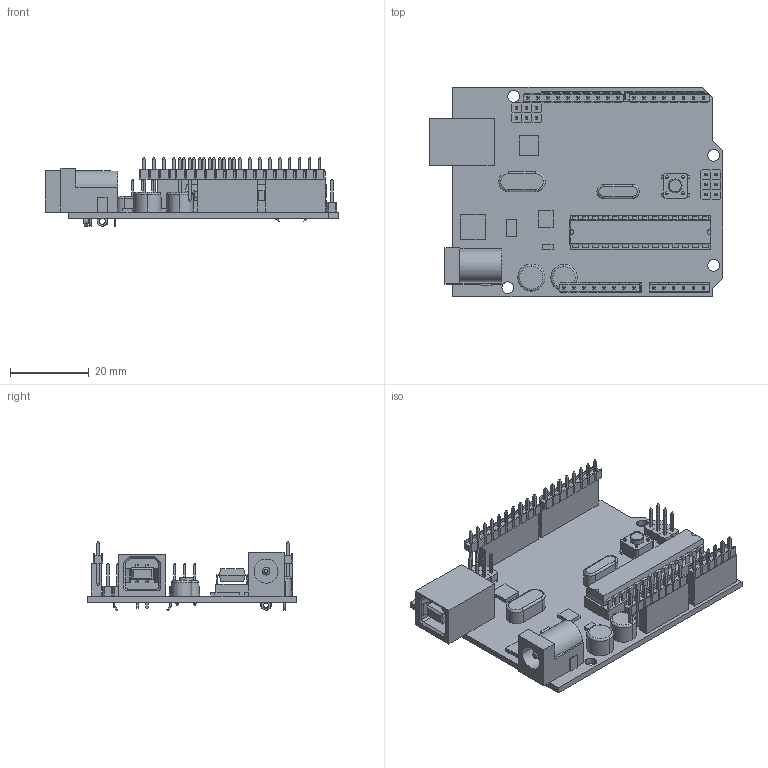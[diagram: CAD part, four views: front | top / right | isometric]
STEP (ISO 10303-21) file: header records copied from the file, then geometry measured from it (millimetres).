
FILE_DESCRIPTION(('FreeCAD Model'),'2;1');
FILE_NAME('Arduino_UNO_Invertido.step', '2017-08-12T14:13:02',('kicad StepUp'),('ksu MCAD'), 'Open CASCADE STEP processor 6.8','FreeCAD','Unknown');
FILE_SCHEMA(('AUTOMOTIVE_DESIGN_CC2 { 1 2 10303 214 -1 1 5 4 }'));
Length unit declared in the file: millimetre
Products named in the file (2): ASSEMBLY; Arduino_UNO_Invertido
Assembly tree (1 placements, depth 2):
  ASSEMBLY
    Arduino_UNO_Invertido
Bounding box: 74.65 x 53.3 x 17.66 mm (x, y, z)
Volume: 13094.8 mm3; surface area: 15082.8 mm2
Topology: 1 solids, 1 shells, 1893 faces, 5129 edges, 3281 vertices
Faces by surface type: plane 1758, cylinder 105, torus 10, cone 10, revolution 10
Entity records: 71803 total; most frequent: CARTESIAN_POINT 10659, ORIENTED_EDGE 10238, DIRECTION 9104, EDGE_CURVE 5119, LINE 4846, VECTOR 4846, VERTEX_POINT 3281, AXIS2_PLACEMENT_3D 2124
